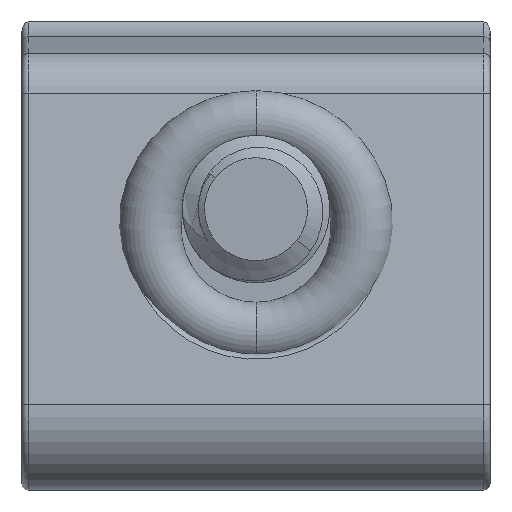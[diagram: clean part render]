
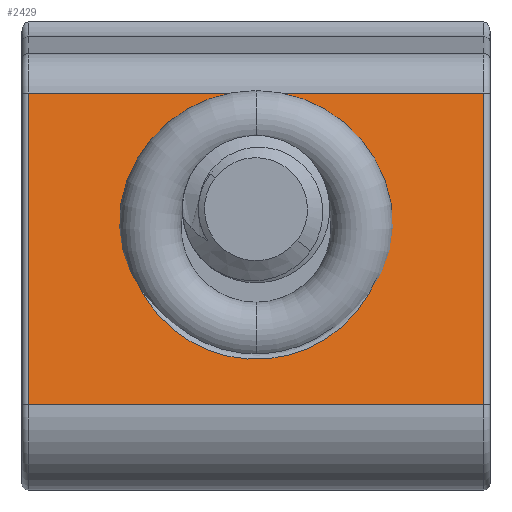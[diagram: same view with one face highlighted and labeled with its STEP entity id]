
A CAD part, front view. The second image highlights one B-rep face of the part: STEP entity #2429.
In plain terms, the highlighted planar face has unit normal (0, -0.989, 0.148).
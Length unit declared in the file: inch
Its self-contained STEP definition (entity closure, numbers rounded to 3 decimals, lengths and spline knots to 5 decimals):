
#199 = EDGE_CURVE ( 'NONE', #1060, #9129, #8148, .T. ) ;
#227 = CARTESIAN_POINT ( 'NONE',  ( -0.12027, -0.36108, -0.15991 ) ) ;
#259 = DIRECTION ( 'NONE',  ( 0., 0.148, 0.989 ) ) ;
#265 = CARTESIAN_POINT ( 'NONE',  ( 0.0905, -0.35847, -0.14246 ) ) ;
#303 = EDGE_CURVE ( 'NONE', #5952, #6946, #1751, .T. ) ;
#381 = CARTESIAN_POINT ( 'NONE',  ( -0.375, -0.34577, -0.05745 ) ) ;
#453 = B_SPLINE_CURVE_WITH_KNOTS ( 'NONE', 3,
 ( #3253, #3129, #2493, #7888, #3286, #8675, #4071, #9442, #4827, #227, #5589, #990, #6339, #1754, #7140, #2527, #7921, #3321, #8713, #4110, #9476, #4860, #265, #5625, #1023, #6373, #1792, #7175, #2559, #7951, #3356, #8749 ),
 .UNSPECIFIED., .F., .F.,
 ( 4, 2, 2, 2, 2, 2, 2, 2, 2, 2, 2, 2, 2, 2, 2, 4 ),
 ( 0., 0.00089, 0.00178, 0.00267, 0.00356, 0.00445, 0.00534, 0.00622, 0.00711, 0.008, 0.00889, 0.00978, 0.01067, 0.01156, 0.01245, 0.01423 ),
 .UNSPECIFIED. ) ;
#483 = EDGE_CURVE ( 'NONE', #6762, #1177, #583, .T. ) ;
#583 = B_SPLINE_CURVE_WITH_KNOTS ( 'NONE', 3,
 ( #1537, #7667, #3050, #6906 ),
 .UNSPECIFIED., .F., .F.,
 ( 4, 4 ),
 ( 0., 0.00126 ),
 .UNSPECIFIED. ) ;
#599 = CARTESIAN_POINT ( 'NONE',  ( -0.20472, -0.44856, -0.74529 ) ) ;
#803 = ORIENTED_EDGE ( 'NONE', *, *, #6981, .T. ) ;
#990 = CARTESIAN_POINT ( 'NONE',  ( -0.09027, -0.35845, -0.14235 ) ) ;
#1023 = CARTESIAN_POINT ( 'NONE',  ( 0.12061, -0.36111, -0.16014 ) ) ;
#1060 = VERTEX_POINT ( 'NONE', #5434 ) ;
#1117 = ORIENTED_EDGE ( 'NONE', *, *, #4251, .T. ) ;
#1130 = DIRECTION ( 'NONE',  ( 0., -0.148, -0.989 ) ) ;
#1177 = VERTEX_POINT ( 'NONE', #4918 ) ;
#1197 = AXIS2_PLACEMENT_3D ( 'NONE', #381, #5735, #1130 ) ;
#1341 = FACE_OUTER_BOUND ( 'NONE', #3501, .T. ) ;
#1363 = CARTESIAN_POINT ( 'NONE',  ( 0.365, -0.42868, -0.61226 ) ) ;
#1527 = VECTOR ( 'NONE', #259, 39.37008 ) ;
#1537 = CARTESIAN_POINT ( 'NONE',  ( -0.20998, -0.38658, -0.33054 ) ) ;
#1637 = EDGE_CURVE ( 'NONE', #6946, #1060, #3187, .T. ) ;
#1751 = LINE ( 'NONE', #7170, #1527 ) ;
#1754 = CARTESIAN_POINT ( 'NONE',  ( -0.05741, -0.35659, -0.12989 ) ) ;
#1792 = CARTESIAN_POINT ( 'NONE',  ( 0.14732, -0.36445, -0.1825 ) ) ;
#2348 = CARTESIAN_POINT ( 'NONE',  ( 0.20404, -0.37929, -0.28174 ) ) ;
#2429 = ADVANCED_FACE ( 'NONE', ( #7229, #1341 ), #5700, .T. ) ;
#2493 = CARTESIAN_POINT ( 'NONE',  ( -0.1973, -0.37597, -0.25954 ) ) ;
#2527 = CARTESIAN_POINT ( 'NONE',  ( -0.02323, -0.35558, -0.12314 ) ) ;
#2559 = CARTESIAN_POINT ( 'NONE',  ( 0.16995, -0.36839, -0.20881 ) ) ;
#2720 = EDGE_LOOP ( 'NONE', ( #1117, #6954, #9369, #8022 ) ) ;
#2871 = DIRECTION ( 'NONE',  ( -1., 0., 0. ) ) ;
#2935 = VECTOR ( 'NONE', #2871, 39.37008 ) ;
#3050 = CARTESIAN_POINT ( 'NONE',  ( -0.20821, -0.38168, -0.29775 ) ) ;
#3053 = VERTEX_POINT ( 'NONE', #8896 ) ;
#3129 = CARTESIAN_POINT ( 'NONE',  ( -0.2011, -0.3776, -0.27047 ) ) ;
#3176 = ORIENTED_EDGE ( 'NONE', *, *, #199, .T. ) ;
#3187 = LINE ( 'NONE', #8260, #2935 ) ;
#3253 = CARTESIAN_POINT ( 'NONE',  ( -0.20404, -0.37929, -0.28174 ) ) ;
#3286 = CARTESIAN_POINT ( 'NONE',  ( -0.18242, -0.37126, -0.22804 ) ) ;
#3321 = CARTESIAN_POINT ( 'NONE',  ( 0.01194, -0.35544, -0.12219 ) ) ;
#3343 = CARTESIAN_POINT ( 'NONE',  ( -0.365, -0.42868, -0.61226 ) ) ;
#3356 = CARTESIAN_POINT ( 'NONE',  ( 0.19816, -0.37592, -0.2592 ) ) ;
#3409 = CARTESIAN_POINT ( 'NONE',  ( -0.375, -0.42868, -0.61226 ) ) ;
#3501 = EDGE_LOOP ( 'NONE', ( #803, #4533, #5018, #3176 ) ) ;
#3671 = CARTESIAN_POINT ( 'NONE',  ( 0.20472, -0.44856, -0.74529 ) ) ;
#3918 = CARTESIAN_POINT ( 'NONE',  ( 0.21019, -0.38411, -0.31401 ) ) ;
#4061 = CARTESIAN_POINT ( 'NONE',  ( 0.365, -0.3542, -0.11386 ) ) ;
#4071 = CARTESIAN_POINT ( 'NONE',  ( -0.16273, -0.36699, -0.19945 ) ) ;
#4110 = CARTESIAN_POINT ( 'NONE',  ( 0.04643, -0.35617, -0.12707 ) ) ;
#4251 = EDGE_CURVE ( 'NONE', #1177, #5801, #453, .T. ) ;
#4311 = VECTOR ( 'NONE', #5198, 39.37008 ) ;
#4533 = ORIENTED_EDGE ( 'NONE', *, *, #303, .T. ) ;
#4827 = CARTESIAN_POINT ( 'NONE',  ( -0.13856, -0.36323, -0.17432 ) ) ;
#4860 = CARTESIAN_POINT ( 'NONE',  ( 0.07992, -0.35776, -0.13773 ) ) ;
#4918 = CARTESIAN_POINT ( 'NONE',  ( -0.20404, -0.37929, -0.28174 ) ) ;
#5018 = ORIENTED_EDGE ( 'NONE', *, *, #1637, .T. ) ;
#5198 = DIRECTION ( 'NONE',  ( 0., -0.148, -0.989 ) ) ;
#5272 = CARTESIAN_POINT ( 'NONE',  ( -0.20998, -0.38658, -0.33054 ) ) ;
#5434 = CARTESIAN_POINT ( 'NONE',  ( -0.365, -0.3542, -0.11386 ) ) ;
#5442 = LINE ( 'NONE', #3409, #9544 ) ;
#5572 = EDGE_CURVE ( 'NONE', #5801, #3053, #5775, .T. ) ;
#5589 = CARTESIAN_POINT ( 'NONE',  ( -0.11061, -0.36012, -0.15351 ) ) ;
#5625 = CARTESIAN_POINT ( 'NONE',  ( 0.1108, -0.36014, -0.15364 ) ) ;
#5700 = PLANE ( 'NONE',  #1197 ) ;
#5735 = DIRECTION ( 'NONE',  ( 0., -0.989, 0.148 ) ) ;
#5775 = B_SPLINE_CURVE_WITH_KNOTS ( 'NONE', 3,
 ( #2348, #6952, #3918, #9291 ),
 .UNSPECIFIED., .F., .F.,
 ( 4, 4 ),
 ( 0., 0.00126 ),
 .UNSPECIFIED. ) ;
#5801 = VERTEX_POINT ( 'NONE', #9700 ) ;
#5952 = VERTEX_POINT ( 'NONE', #1363 ) ;
#5953 = CARTESIAN_POINT ( 'NONE',  ( -0.20998, -0.38658, -0.33054 ) ) ;
#6339 = CARTESIAN_POINT ( 'NONE',  ( -0.07947, -0.35774, -0.13755 ) ) ;
#6373 = CARTESIAN_POINT ( 'NONE',  ( 0.13888, -0.36327, -0.1746 ) ) ;
#6762 = VERTEX_POINT ( 'NONE', #5272 ) ;
#6906 = CARTESIAN_POINT ( 'NONE',  ( -0.20404, -0.37929, -0.28174 ) ) ;
#6946 = VERTEX_POINT ( 'NONE', #4061 ) ;
#6952 = CARTESIAN_POINT ( 'NONE',  ( 0.20821, -0.38168, -0.29775 ) ) ;
#6954 = ORIENTED_EDGE ( 'NONE', *, *, #5572, .T. ) ;
#6981 = EDGE_CURVE ( 'NONE', #9129, #5952, #5442, .T. ) ;
#7140 = CARTESIAN_POINT ( 'NONE',  ( -0.04617, -0.35616, -0.12701 ) ) ;
#7170 = CARTESIAN_POINT ( 'NONE',  ( 0.365, -0.34577, -0.05745 ) ) ;
#7175 = CARTESIAN_POINT ( 'NONE',  ( 0.16283, -0.367, -0.19957 ) ) ;
#7229 = FACE_BOUND ( 'NONE', #2720, .T. ) ;
#7667 = CARTESIAN_POINT ( 'NONE',  ( -0.21019, -0.38411, -0.31401 ) ) ;
#7888 = CARTESIAN_POINT ( 'NONE',  ( -0.18798, -0.3728, -0.23836 ) ) ;
#7921 = CARTESIAN_POINT ( 'NONE',  ( -0.01144, -0.35544, -0.12216 ) ) ;
#7951 = CARTESIAN_POINT ( 'NONE',  ( 0.18893, -0.37277, -0.23813 ) ) ;
#8022 = ORIENTED_EDGE ( 'NONE', *, *, #483, .T. ) ;
#8148 = LINE ( 'NONE', #8249, #4311 ) ;
#8249 = CARTESIAN_POINT ( 'NONE',  ( -0.365, -0.42868, -0.61226 ) ) ;
#8260 = CARTESIAN_POINT ( 'NONE',  ( -0.375, -0.3542, -0.11386 ) ) ;
#8263 = CARTESIAN_POINT ( 'NONE',  ( 0.20998, -0.38658, -0.33054 ) ) ;
#8675 = CARTESIAN_POINT ( 'NONE',  ( -0.16978, -0.36835, -0.20859 ) ) ;
#8713 = CARTESIAN_POINT ( 'NONE',  ( 0.02351, -0.35559, -0.12318 ) ) ;
#8749 = CARTESIAN_POINT ( 'NONE',  ( 0.20404, -0.37929, -0.28174 ) ) ;
#8805 = DIRECTION ( 'NONE',  ( 1., 0., 0. ) ) ;
#8896 = CARTESIAN_POINT ( 'NONE',  ( 0.20998, -0.38658, -0.33054 ) ) ;
#9129 = VERTEX_POINT ( 'NONE', #3343 ) ;
#9291 = CARTESIAN_POINT ( 'NONE',  ( 0.20998, -0.38658, -0.33054 ) ) ;
#9369 = ORIENTED_EDGE ( 'NONE', *, *, #9628, .T. ) ;
#9436 =( BOUNDED_CURVE ( )  B_SPLINE_CURVE ( 3, ( #8263, #3671, #599, #5953 ),
 .UNSPECIFIED., .F., .T. ) 
 B_SPLINE_CURVE_WITH_KNOTS ( ( 4, 4 ),
 ( 1.58364, 4.69954 ),
 .UNSPECIFIED. ) 
 CURVE ( )  GEOMETRIC_REPRESENTATION_ITEM ( )  RATIONAL_B_SPLINE_CURVE ( ( 1., 0.342, 0.342, 1. ) ) 
 REPRESENTATION_ITEM ( '' )  );
#9442 = CARTESIAN_POINT ( 'NONE',  ( -0.14717, -0.36443, -0.18235 ) ) ;
#9476 = CARTESIAN_POINT ( 'NONE',  ( 0.05788, -0.35661, -0.13002 ) ) ;
#9544 = VECTOR ( 'NONE', #8805, 39.37008 ) ;
#9628 = EDGE_CURVE ( 'NONE', #3053, #6762, #9436, .T. ) ;
#9700 = CARTESIAN_POINT ( 'NONE',  ( 0.20404, -0.37929, -0.28174 ) ) ;
